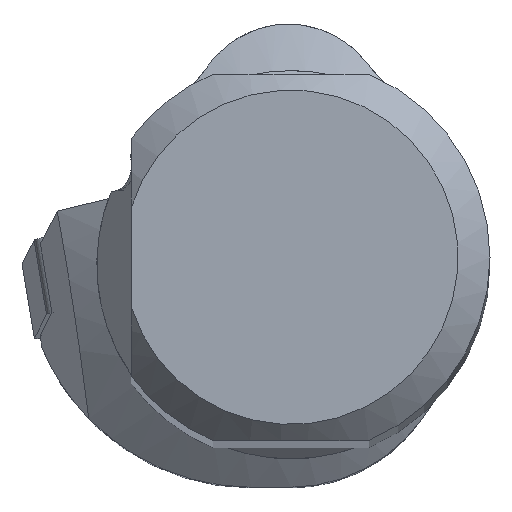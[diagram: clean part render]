
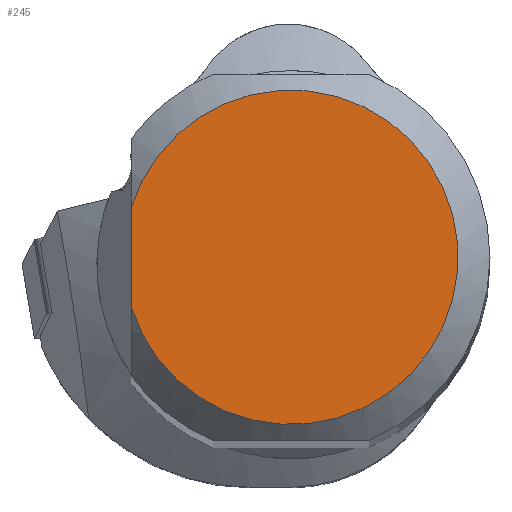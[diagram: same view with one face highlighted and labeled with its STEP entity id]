
A CAD part, top view. The second image highlights one B-rep face of the part: STEP entity #245.
In plain terms, the highlighted planar face has unit normal (0, 0, 1).
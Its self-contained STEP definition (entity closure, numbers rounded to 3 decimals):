
#181=FACE_OUTER_BOUND('',#513,.T.);
#245=ADVANCED_FACE('CU_SU_BP3',(#181),#296,.F.);
#296=PLANE('',#1406);
#367=LINE('',#2242,#447);
#447=VECTOR('',#1689,1.);
#513=EDGE_LOOP('',(#732,#733));
#732=ORIENTED_EDGE('',*,*,#1136,.T.);
#733=ORIENTED_EDGE('',*,*,#1146,.T.);
#1000=VERTEX_POINT('',#2195);
#1001=VERTEX_POINT('',#2197);
#1136=EDGE_CURVE('',#1001,#1000,#1224,.T.);
#1146=EDGE_CURVE('',#1000,#1001,#367,.T.);
#1224=CIRCLE('',#1401,10.491);
#1401=AXIS2_PLACEMENT_3D('',#2196,#1679,#1680);
#1406=AXIS2_PLACEMENT_3D('',#2243,#1690,#1691);
#1679=DIRECTION('',(0.,0.,1.));
#1680=DIRECTION('',(-0.986,-0.164,0.));
#1689=DIRECTION('',(0.,-1.,0.));
#1690=DIRECTION('',(0.,0.,-1.));
#1691=DIRECTION('',(-0.986,-0.164,0.));
#2195=CARTESIAN_POINT('',(-10.009,3.145,0.));
#2196=CARTESIAN_POINT('',(0.,0.,0.));
#2197=CARTESIAN_POINT('',(-10.009,-3.145,0.));
#2242=CARTESIAN_POINT('',(-10.009,11.5,0.));
#2243=CARTESIAN_POINT('',(-12.491,0.,0.));
